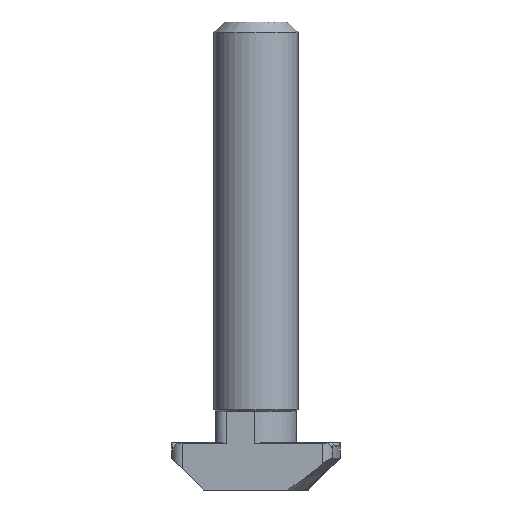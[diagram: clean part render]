
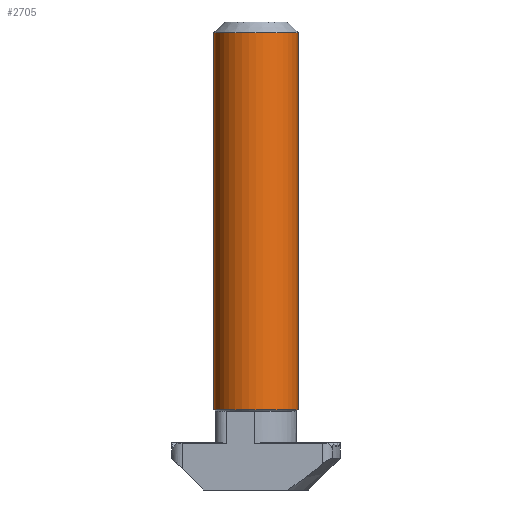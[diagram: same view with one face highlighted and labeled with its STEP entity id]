
A CAD part, front view. The second image highlights one B-rep face of the part: STEP entity #2705.
In plain terms, the highlighted cylindrical face has radius 4 mm (diameter 8 mm), a partial arc.
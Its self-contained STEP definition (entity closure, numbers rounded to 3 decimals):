
#64 = DIRECTION ( 'NONE',  ( -1., 0., 0. ) ) ;
#111 = VERTEX_POINT ( 'NONE', #2577 ) ;
#193 = EDGE_CURVE ( 'NONE', #455, #2866, #871, .T. ) ;
#273 = LINE ( 'NONE', #2737, #761 ) ;
#336 = DIRECTION ( 'NONE',  ( 0., 0., -1. ) ) ;
#373 = CARTESIAN_POINT ( 'NONE',  ( 0., 0., 0. ) ) ;
#455 = VERTEX_POINT ( 'NONE', #2956 ) ;
#538 = CIRCLE ( 'NONE', #2818, 4. ) ;
#761 = VECTOR ( 'NONE', #2171, 1000. ) ;
#871 = LINE ( 'NONE', #2087, #2695 ) ;
#1101 = DIRECTION ( 'NONE',  ( -1., 0., 0. ) ) ;
#1113 = DIRECTION ( 'NONE',  ( 0., 0., -1. ) ) ;
#1124 = CARTESIAN_POINT ( 'NONE',  ( 0., 0., 43.5 ) ) ;
#1216 = EDGE_CURVE ( 'NONE', #2902, #111, #273, .T. ) ;
#1263 = CIRCLE ( 'NONE', #3029, 4. ) ;
#1291 = ORIENTED_EDGE ( 'NONE', *, *, #1216, .T. ) ;
#1377 = EDGE_LOOP ( 'NONE', ( #1437, #2163, #1291, #1860 ) ) ;
#1411 = DIRECTION ( 'NONE',  ( 0., 0., -1. ) ) ;
#1437 = ORIENTED_EDGE ( 'NONE', *, *, #193, .F. ) ;
#1597 = CYLINDRICAL_SURFACE ( 'NONE', #1732, 4. ) ;
#1641 = CARTESIAN_POINT ( 'NONE',  ( -4., 0., 43.5 ) ) ;
#1732 = AXIS2_PLACEMENT_3D ( 'NONE', #373, #336, #64 ) ;
#1836 = DIRECTION ( 'NONE',  ( -1., 0., 0. ) ) ;
#1845 = DIRECTION ( 'NONE',  ( 0., 0., -1. ) ) ;
#1856 = CARTESIAN_POINT ( 'NONE',  ( 0., 0., 7.65 ) ) ;
#1860 = ORIENTED_EDGE ( 'NONE', *, *, #1981, .F. ) ;
#1897 = CARTESIAN_POINT ( 'NONE',  ( 4., 0., 7.65 ) ) ;
#1981 = EDGE_CURVE ( 'NONE', #2866, #111, #1263, .T. ) ;
#2046 = EDGE_CURVE ( 'NONE', #455, #2902, #538, .T. ) ;
#2087 = CARTESIAN_POINT ( 'NONE',  ( 4., 0., 0. ) ) ;
#2163 = ORIENTED_EDGE ( 'NONE', *, *, #2046, .T. ) ;
#2171 = DIRECTION ( 'NONE',  ( 0., 0., -1. ) ) ;
#2577 = CARTESIAN_POINT ( 'NONE',  ( -4., 0., 7.65 ) ) ;
#2695 = VECTOR ( 'NONE', #1411, 1000. ) ;
#2705 = ADVANCED_FACE ( 'NONE', ( #2841 ), #1597, .T. ) ;
#2737 = CARTESIAN_POINT ( 'NONE',  ( -4., 0., 0. ) ) ;
#2818 = AXIS2_PLACEMENT_3D ( 'NONE', #1124, #1113, #1101 ) ;
#2841 = FACE_OUTER_BOUND ( 'NONE', #1377, .T. ) ;
#2866 = VERTEX_POINT ( 'NONE', #1897 ) ;
#2902 = VERTEX_POINT ( 'NONE', #1641 ) ;
#2956 = CARTESIAN_POINT ( 'NONE',  ( 4., 0., 43.5 ) ) ;
#3029 = AXIS2_PLACEMENT_3D ( 'NONE', #1856, #1845, #1836 ) ;
